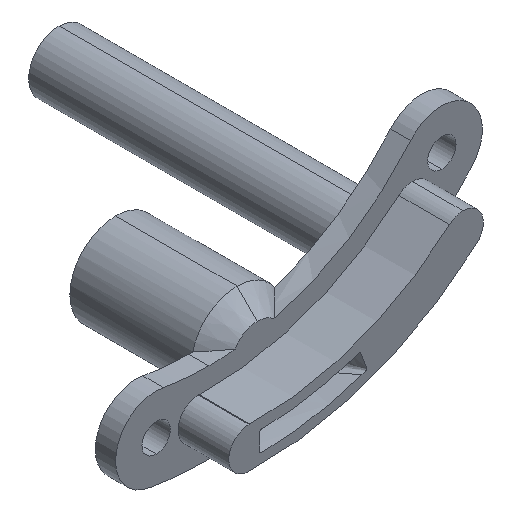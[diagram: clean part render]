
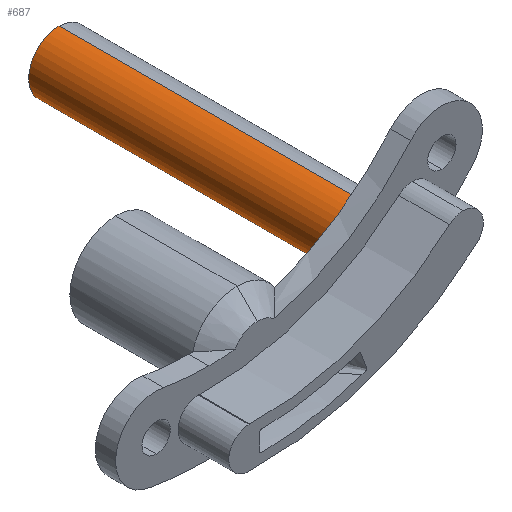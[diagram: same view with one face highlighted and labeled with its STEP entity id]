
A CAD part, isometric view. The second image highlights one B-rep face of the part: STEP entity #687.
In plain terms, the highlighted cylindrical face has radius 1.545 mm (diameter 3.09 mm), a partial arc.
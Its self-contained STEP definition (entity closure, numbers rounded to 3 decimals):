
#94 = DIRECTION ( 'NONE',  ( 0., -1., 0. ) ) ;
#321 = VERTEX_POINT ( 'NONE', #639 ) ;
#365 = VECTOR ( 'NONE', #1613, 1000. ) ;
#431 = CARTESIAN_POINT ( 'NONE',  ( 8.708, 1.105, -10.688 ) ) ;
#506 = FACE_OUTER_BOUND ( 'NONE', #1711, .T. ) ;
#554 = ORIENTED_EDGE ( 'NONE', *, *, #716, .F. ) ;
#564 = AXIS2_PLACEMENT_3D ( 'NONE', #1449, #94, #1480 ) ;
#639 = CARTESIAN_POINT ( 'NONE',  ( 8.708, 16.555, -10.688 ) ) ;
#640 = EDGE_CURVE ( 'NONE', #997, #1626, #718, .T. ) ;
#652 = LINE ( 'NONE', #1795, #1290 ) ;
#668 = CYLINDRICAL_SURFACE ( 'NONE', #564, 1.545 ) ;
#687 = ADVANCED_FACE ( 'NONE', ( #506 ), #668, .T. ) ;
#691 = CARTESIAN_POINT ( 'NONE',  ( 8.708, 16.555, -13.778 ) ) ;
#703 = AXIS2_PLACEMENT_3D ( 'NONE', #1193, #1646, #1025 ) ;
#716 = EDGE_CURVE ( 'NONE', #829, #1626, #1686, .T. ) ;
#718 = LINE ( 'NONE', #691, #365 ) ;
#722 = ORIENTED_EDGE ( 'NONE', *, *, #1828, .F. ) ;
#794 = CARTESIAN_POINT ( 'NONE',  ( 8.708, 1.105, -13.778 ) ) ;
#829 = VERTEX_POINT ( 'NONE', #431 ) ;
#830 = CARTESIAN_POINT ( 'NONE',  ( 8.708, 16.555, -12.233 ) ) ;
#997 = VERTEX_POINT ( 'NONE', #1943 ) ;
#1012 = AXIS2_PLACEMENT_3D ( 'NONE', #830, #1597, #1616 ) ;
#1025 = DIRECTION ( 'NONE',  ( 0., 0., 1. ) ) ;
#1054 = DIRECTION ( 'NONE',  ( 0., -1., 0. ) ) ;
#1193 = CARTESIAN_POINT ( 'NONE',  ( 8.708, 1.105, -12.233 ) ) ;
#1201 = EDGE_CURVE ( 'NONE', #997, #321, #1376, .T. ) ;
#1290 = VECTOR ( 'NONE', #1054, 1000. ) ;
#1376 = CIRCLE ( 'NONE', #1012, 1.545 ) ;
#1449 = CARTESIAN_POINT ( 'NONE',  ( 8.708, 16.555, -12.233 ) ) ;
#1480 = DIRECTION ( 'NONE',  ( 0., 0., -1. ) ) ;
#1567 = ORIENTED_EDGE ( 'NONE', *, *, #640, .T. ) ;
#1597 = DIRECTION ( 'NONE',  ( 0., 1., 0. ) ) ;
#1613 = DIRECTION ( 'NONE',  ( 0., -1., 0. ) ) ;
#1616 = DIRECTION ( 'NONE',  ( 0., 0., -1. ) ) ;
#1626 = VERTEX_POINT ( 'NONE', #794 ) ;
#1646 = DIRECTION ( 'NONE',  ( 0., -1., 0. ) ) ;
#1686 = CIRCLE ( 'NONE', #703, 1.545 ) ;
#1711 = EDGE_LOOP ( 'NONE', ( #722, #1778, #1567, #554 ) ) ;
#1778 = ORIENTED_EDGE ( 'NONE', *, *, #1201, .F. ) ;
#1795 = CARTESIAN_POINT ( 'NONE',  ( 8.708, 16.555, -10.688 ) ) ;
#1828 = EDGE_CURVE ( 'NONE', #321, #829, #652, .T. ) ;
#1943 = CARTESIAN_POINT ( 'NONE',  ( 8.708, 16.555, -13.778 ) ) ;
